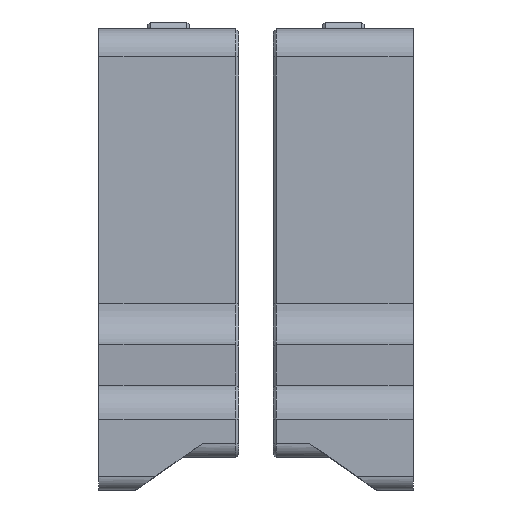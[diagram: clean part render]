
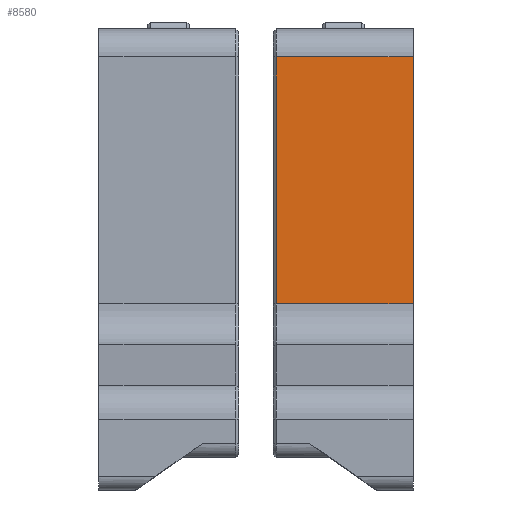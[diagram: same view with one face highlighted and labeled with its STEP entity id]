
A CAD part, front view. The second image highlights one B-rep face of the part: STEP entity #8580.
In plain terms, the highlighted planar face has unit normal (0, -1, 0).
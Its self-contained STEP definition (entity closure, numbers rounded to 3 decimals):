
#406=PLANE('',#9265);
#750=FACE_OUTER_BOUND('',#1230,.T.);
#1230=EDGE_LOOP('',(#6849,#6850,#6851,#6852));
#1671=LINE('',#13103,#2475);
#1757=LINE('',#13540,#2561);
#1870=LINE('',#13924,#2674);
#1882=LINE('',#13958,#2686);
#2475=VECTOR('',#10254,10.);
#2561=VECTOR('',#10558,10.);
#2674=VECTOR('',#10929,10.);
#2686=VECTOR('',#10985,10.);
#3662=VERTEX_POINT('',#13097);
#3663=VERTEX_POINT('',#13101);
#3763=VERTEX_POINT('',#13537);
#3764=VERTEX_POINT('',#13539);
#4572=EDGE_CURVE('',#3662,#3663,#1671,.T.);
#4726=EDGE_CURVE('',#3763,#3764,#1757,.T.);
#4885=EDGE_CURVE('',#3662,#3764,#1870,.T.);
#4897=EDGE_CURVE('',#3663,#3763,#1882,.T.);
#6849=ORIENTED_EDGE('',*,*,#4572,.F.);
#6850=ORIENTED_EDGE('',*,*,#4885,.T.);
#6851=ORIENTED_EDGE('',*,*,#4726,.F.);
#6852=ORIENTED_EDGE('',*,*,#4897,.F.);
#8580=ADVANCED_FACE('',(#750),#406,.T.);
#9265=AXIS2_PLACEMENT_3D('',#13957,#10983,#10984);
#10254=DIRECTION('',(0.,0.,1.));
#10558=DIRECTION('',(0.,0.,-1.));
#10929=DIRECTION('',(1.,0.,0.));
#10983=DIRECTION('center_axis',(0.,-1.,0.));
#10984=DIRECTION('ref_axis',(0.,0.,-1.));
#10985=DIRECTION('',(1.,0.,0.));
#13097=CARTESIAN_POINT('',(-9.6,-38.,-5.295));
#13101=CARTESIAN_POINT('',(-9.6,-38.,30.063));
#13103=CARTESIAN_POINT('',(-9.6,-38.,15.563));
#13537=CARTESIAN_POINT('',(10.,-38.,30.063));
#13539=CARTESIAN_POINT('',(10.,-38.,-5.295));
#13540=CARTESIAN_POINT('',(10.,-38.,30.063));
#13924=CARTESIAN_POINT('',(0.,-38.,-5.295));
#13957=CARTESIAN_POINT('Origin',(0.,-38.,30.063));
#13958=CARTESIAN_POINT('',(0.,-38.,30.063));
